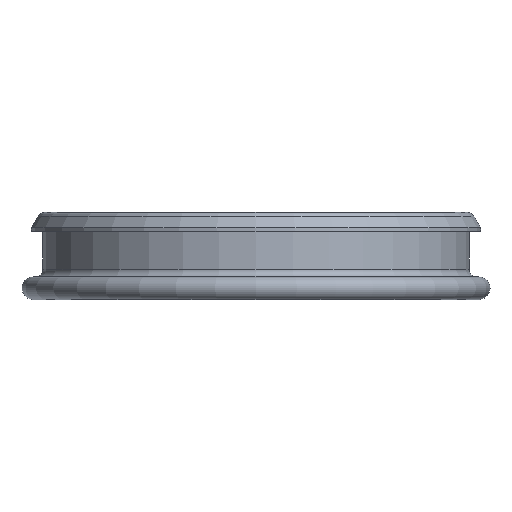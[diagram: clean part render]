
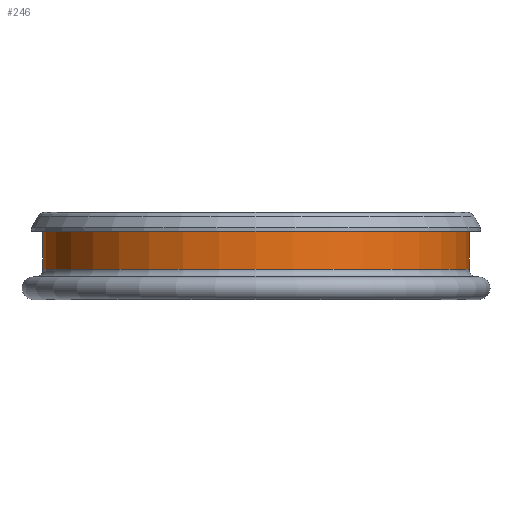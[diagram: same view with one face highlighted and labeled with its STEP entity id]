
A CAD part, front view. The second image highlights one B-rep face of the part: STEP entity #246.
In plain terms, the highlighted cylindrical face has radius 562.5 mm (diameter 1125 mm), a full revolution.
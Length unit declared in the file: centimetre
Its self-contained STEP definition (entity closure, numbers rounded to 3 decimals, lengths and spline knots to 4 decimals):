
#30=CYLINDRICAL_SURFACE('',#294,56.25);
#41=FACE_OUTER_BOUND('',#60,.T.);
#60=EDGE_LOOP('',(#181,#182,#183,#184,#185));
#84=CIRCLE('',#293,56.25);
#85=CIRCLE('',#295,56.25);
#86=CIRCLE('',#296,56.25);
#111=VERTEX_POINT('',#453);
#112=VERTEX_POINT('',#456);
#113=VERTEX_POINT('',#457);
#137=EDGE_CURVE('',#111,#111,#84,.T.);
#138=EDGE_CURVE('',#112,#113,#85,.T.);
#139=EDGE_CURVE('',#112,#111,#267,.T.);
#140=EDGE_CURVE('',#113,#112,#86,.T.);
#181=ORIENTED_EDGE('',*,*,#138,.F.);
#182=ORIENTED_EDGE('',*,*,#139,.T.);
#183=ORIENTED_EDGE('',*,*,#137,.T.);
#184=ORIENTED_EDGE('',*,*,#139,.F.);
#185=ORIENTED_EDGE('',*,*,#140,.F.);
#246=ADVANCED_FACE('',(#41),#30,.T.);
#267=LINE('',#459,#276);
#276=VECTOR('',#360,56.25);
#293=AXIS2_PLACEMENT_3D('',#454,#354,#355);
#294=AXIS2_PLACEMENT_3D('',#455,#356,#357);
#295=AXIS2_PLACEMENT_3D('',#458,#358,#359);
#296=AXIS2_PLACEMENT_3D('',#460,#361,#362);
#354=DIRECTION('center_axis',(0.,0.,-1.));
#355=DIRECTION('ref_axis',(1.,0.,0.));
#356=DIRECTION('center_axis',(0.,0.,-1.));
#357=DIRECTION('ref_axis',(1.,0.,0.));
#358=DIRECTION('center_axis',(0.,0.,-1.));
#359=DIRECTION('ref_axis',(1.,0.,0.));
#360=DIRECTION('',(0.,0.,1.));
#361=DIRECTION('center_axis',(0.,0.,-1.));
#362=DIRECTION('ref_axis',(1.,0.,0.));
#453=CARTESIAN_POINT('',(-56.25,0.,18.));
#454=CARTESIAN_POINT('Origin',(0.,0.,18.));
#455=CARTESIAN_POINT('Origin',(0.,0.,13.));
#456=CARTESIAN_POINT('',(-56.25,0.,8.));
#457=CARTESIAN_POINT('',(0.,-56.25,8.));
#458=CARTESIAN_POINT('Origin',(0.,0.,8.));
#459=CARTESIAN_POINT('',(-56.25,0.,13.));
#460=CARTESIAN_POINT('Origin',(0.,0.,8.));
